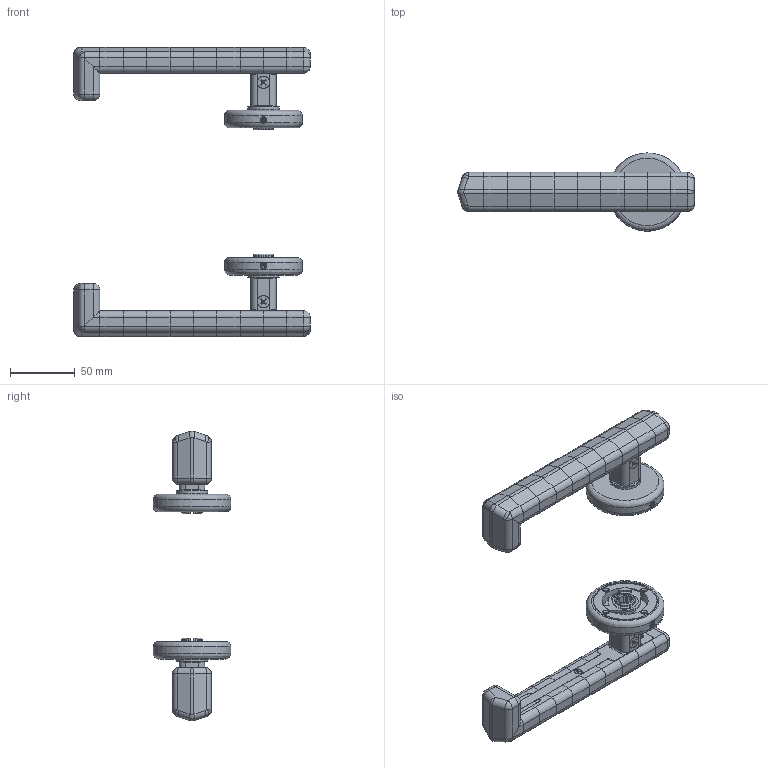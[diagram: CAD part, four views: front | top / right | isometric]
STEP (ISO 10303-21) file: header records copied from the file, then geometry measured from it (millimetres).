
FILE_DESCRIPTION(('FreeCAD Model'),'2;1');
FILE_NAME('Open CASCADE Shape Model','2024-11-20T15:08:48',(''),(''), 'Open CASCADE STEP processor 7.6','FreeCAD','Unknown');
FILE_SCHEMA(('AUTOMOTIVE_DESIGN { 1 0 10303 214 1 1 1 1 }'));
Length unit declared in the file: millimetre
Products named in the file (31): Lever 01 DDA; YSG Lever DDA; Lever DDA Bronze End Cap; BooleanFragments; Lever 01 Frame; 054; Adaptor for Timber LH001; Outer Rose D60xP4; Adaptor for Timber RH; M3x4-Screw007; M3x4-Screw; M3x4-Screw006; Retainer Washer; M5x5-Screw; Inner Rose001; 17 mm-RetainingRing; M3x4-Screw011; Outer Rose D60xP005; Retainer Washer001; Inner Rose003; 054001; Adaptor for Timber LH002; 17 mm-RetainingRing001; M5x6-Screw001; M3x4-Screw012; M3x4-Screw013; M5x6-Screw; M5x5-Screw002; YSG Lever DDA001; Lever DDA Bronze End Cap001; BooleanFragments001
Assembly tree (30 placements, depth 3):
  Lever 01 DDA
    YSG Lever DDA
      Lever DDA Bronze End Cap
      BooleanFragments
    Lever 01 Frame
      054
      Adaptor for Timber LH001
      Outer Rose D60xP4
      Adaptor for Timber RH
      M3x4-Screw007
      M3x4-Screw
      M3x4-Screw006
      Retainer Washer
      M5x5-Screw
      Inner Rose001
      17 mm-RetainingRing
      M3x4-Screw011
      Outer Rose D60xP005
      Retainer Washer001
      Inner Rose003
      054001
      Adaptor for Timber LH002
      17 mm-RetainingRing001
      M5x6-Screw001
      M3x4-Screw012
      M3x4-Screw013
      M5x6-Screw
      M5x5-Screw002
    YSG Lever DDA001
      Lever DDA Bronze End Cap001
      BooleanFragments001
Bounding box: 182.1 x 60 x 223 mm (x, y, z)
Volume: 293618.7 mm3; surface area: 116745.6 mm2
Topology: 27 solids, 27 shells, 1393 faces, 3549 edges, 2458 vertices
Faces by surface type: plane 588, cylinder 424, bspline 204, cone 103, torus 40, revolution 24, sphere 10
Full cylindrical faces by diameter (mm): 1.5 x4, 1.7 x4, 2.5 x2, 3 x16, 4.224 x30, 4.5 x9, 4.9 x2, 5 x4, 5.3 x6, 5.8 x8, 6 x9, 9.2 x2, 9.5 x5, 13.6 x2, 14 x6, 15.8 x2, 16 x2, 20.4 x2, 21 x2, 24 x3, 34.6 x2, 48.532 x10, 49.3 x8, 49.5 x2, 60 x2
Entity records: 132591 total; most frequent: CARTESIAN_POINT 67832, DIRECTION 11221, ORIENTED_EDGE 6570, PCURVE 6570, DEFINITIONAL_REPRESENTATION 6570, LINE 5988, VECTOR 5988, EDGE_CURVE 3285
